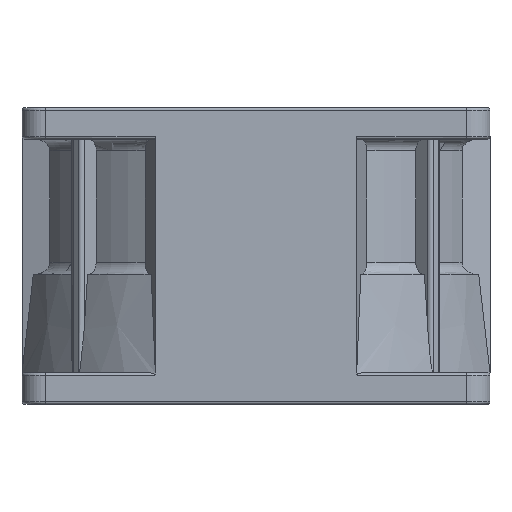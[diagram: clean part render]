
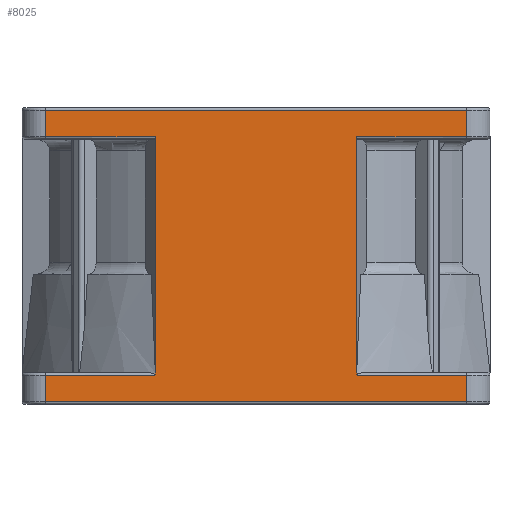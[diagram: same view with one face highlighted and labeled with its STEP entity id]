
A CAD part, front view. The second image highlights one B-rep face of the part: STEP entity #8025.
In plain terms, the highlighted planar face has unit normal (0, -1, 0).
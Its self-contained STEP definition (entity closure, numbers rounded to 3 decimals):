
#3372 = VERTEX_POINT ( 'NONE', #12648 ) ;
#3377 = VERTEX_POINT ( 'NONE', #12653 ) ;
#3392 = VERTEX_POINT ( 'NONE', #12668 ) ;
#3395 = VERTEX_POINT ( 'NONE', #12671 ) ;
#3396 = VERTEX_POINT ( 'NONE', #12672 ) ;
#3397 = VERTEX_POINT ( 'NONE', #12673 ) ;
#3398 = VERTEX_POINT ( 'NONE', #12674 ) ;
#3399 = VERTEX_POINT ( 'NONE', #12675 ) ;
#3400 = VERTEX_POINT ( 'NONE', #12676 ) ;
#3402 = VERTEX_POINT ( 'NONE', #12678 ) ;
#3481 = VERTEX_POINT ( 'NONE', #12757 ) ;
#3484 = VERTEX_POINT ( 'NONE', #12760 ) ;
#3496 = VERTEX_POINT ( 'NONE', #12772 ) ;
#3497 = VERTEX_POINT ( 'NONE', #12773 ) ;
#4231 = EDGE_LOOP ( 'NONE', ( #6965, #6967, #6964, #6966, #6968, #6969, #6970, #6972, #6973, #6971, #6974, #6975, #6976, #6977 ) ) ;
#6555 = EDGE_CURVE ( 'NONE', #3395, #3392, #16967, .T. ) ;
#6557 = EDGE_CURVE ( 'NONE', #3396, #3395, #16969, .T. ) ;
#6559 = EDGE_CURVE ( 'NONE', #3397, #3396, #17813, .T. ) ;
#6561 = EDGE_CURVE ( 'NONE', #3377, #3397, #16970, .T. ) ;
#6563 = EDGE_CURVE ( 'NONE', #3398, #3372, #16971, .T. ) ;
#6564 = EDGE_CURVE ( 'NONE', #3399, #3398, #17816, .T. ) ;
#6567 = EDGE_CURVE ( 'NONE', #3400, #3399, #16972, .T. ) ;
#6569 = EDGE_CURVE ( 'NONE', #3402, #3400, #16974, .T. ) ;
#6706 = EDGE_CURVE ( 'NONE', #3372, #3481, #17033, .T. ) ;
#6710 = EDGE_CURVE ( 'NONE', #3484, #3377, #17036, .T. ) ;
#6735 = EDGE_CURVE ( 'NONE', #3392, #3496, #17045, .T. ) ;
#6737 = EDGE_CURVE ( 'NONE', #3497, #3402, #17046, .T. ) ;
#6738 = EDGE_CURVE ( 'NONE', #3481, #3484, #17047, .T. ) ;
#6739 = EDGE_CURVE ( 'NONE', #3496, #3497, #17048, .T. ) ;
#6964 = ORIENTED_EDGE ( 'NONE', *, *, #6567, .T. ) ;
#6965 = ORIENTED_EDGE ( 'NONE', *, *, #6737, .T. ) ;
#6966 = ORIENTED_EDGE ( 'NONE', *, *, #6564, .T. ) ;
#6967 = ORIENTED_EDGE ( 'NONE', *, *, #6569, .T. ) ;
#6968 = ORIENTED_EDGE ( 'NONE', *, *, #6563, .T. ) ;
#6969 = ORIENTED_EDGE ( 'NONE', *, *, #6706, .T. ) ;
#6970 = ORIENTED_EDGE ( 'NONE', *, *, #6738, .T. ) ;
#6971 = ORIENTED_EDGE ( 'NONE', *, *, #6559, .T. ) ;
#6972 = ORIENTED_EDGE ( 'NONE', *, *, #6710, .T. ) ;
#6973 = ORIENTED_EDGE ( 'NONE', *, *, #6561, .T. ) ;
#6974 = ORIENTED_EDGE ( 'NONE', *, *, #6557, .T. ) ;
#6975 = ORIENTED_EDGE ( 'NONE', *, *, #6555, .T. ) ;
#6976 = ORIENTED_EDGE ( 'NONE', *, *, #6735, .T. ) ;
#6977 = ORIENTED_EDGE ( 'NONE', *, *, #6739, .T. ) ;
#8025 = ADVANCED_FACE ( 'NONE', ( #17145 ), #19162, .T. ) ;
#12648 = CARTESIAN_POINT ( 'NONE',  ( -27., -30., 3.7 ) ) ;
#12653 = CARTESIAN_POINT ( 'NONE',  ( 27., -30., 3.7 ) ) ;
#12668 = CARTESIAN_POINT ( 'NONE',  ( 27., -30., 34.3 ) ) ;
#12671 = CARTESIAN_POINT ( 'NONE',  ( 12.907, -30., 34.3 ) ) ;
#12672 = CARTESIAN_POINT ( 'NONE',  ( 12.907, -30., 4. ) ) ;
#12673 = CARTESIAN_POINT ( 'NONE',  ( 12.974, -30., 3.7 ) ) ;
#12674 = CARTESIAN_POINT ( 'NONE',  ( -12.974, -30., 3.7 ) ) ;
#12675 = CARTESIAN_POINT ( 'NONE',  ( -12.907, -30., 4. ) ) ;
#12676 = CARTESIAN_POINT ( 'NONE',  ( -12.907, -30., 34.3 ) ) ;
#12678 = CARTESIAN_POINT ( 'NONE',  ( -27., -30., 34.3 ) ) ;
#12757 = CARTESIAN_POINT ( 'NONE',  ( -27., -30., 0.3 ) ) ;
#12760 = CARTESIAN_POINT ( 'NONE',  ( 27., -30., 0.3 ) ) ;
#12772 = CARTESIAN_POINT ( 'NONE',  ( 27., -30., 37.7 ) ) ;
#12773 = CARTESIAN_POINT ( 'NONE',  ( -27., -30., 37.7 ) ) ;
#16278 = VECTOR ( 'NONE', #18044, 1000. ) ;
#16280 = VECTOR ( 'NONE', #18048, 1000. ) ;
#16281 = VECTOR ( 'NONE', #18068, 1000. ) ;
#16282 = VECTOR ( 'NONE', #18080, 1000. ) ;
#16284 = VECTOR ( 'NONE', #18094, 1000. ) ;
#16287 = VECTOR ( 'NONE', #18098, 1000. ) ;
#16450 = VECTOR ( 'NONE', #18525, 1000. ) ;
#16455 = VECTOR ( 'NONE', #18534, 1000. ) ;
#16491 = VECTOR ( 'NONE', #18630, 1000. ) ;
#16493 = VECTOR ( 'NONE', #18635, 1000. ) ;
#16494 = VECTOR ( 'NONE', #18637, 1000. ) ;
#16495 = VECTOR ( 'NONE', #18639, 1000. ) ;
#16638 = AXIS2_PLACEMENT_3D ( 'NONE', #19163, #19164, #19165 ) ;
#16967 = LINE ( 'NONE', #18043, #16278 ) ;
#16969 = LINE ( 'NONE', #18047, #16280 ) ;
#16970 = LINE ( 'NONE', #18067, #16281 ) ;
#16971 = LINE ( 'NONE', #18079, #16282 ) ;
#16972 = LINE ( 'NONE', #18093, #16284 ) ;
#16974 = LINE ( 'NONE', #18097, #16287 ) ;
#17033 = LINE ( 'NONE', #18524, #16450 ) ;
#17036 = LINE ( 'NONE', #18533, #16455 ) ;
#17045 = LINE ( 'NONE', #18629, #16491 ) ;
#17046 = LINE ( 'NONE', #18634, #16493 ) ;
#17047 = LINE ( 'NONE', #18636, #16494 ) ;
#17048 = LINE ( 'NONE', #18638, #16495 ) ;
#17145 = FACE_OUTER_BOUND ( 'NONE', #4231, .T. ) ;
#17813 = B_SPLINE_CURVE_WITH_KNOTS ( 'NONE', 3,
 ( #18053, #18054, #18055, #18056 ),
 .UNSPECIFIED., .F., .F.,
 ( 4, 4 ),
 ( 0., 0. ),
 .UNSPECIFIED. ) ;
#17816 = B_SPLINE_CURVE_WITH_KNOTS ( 'NONE', 3,
 ( #18081, #18082, #18083, #18084 ),
 .UNSPECIFIED., .F., .F.,
 ( 4, 4 ),
 ( 0., 0. ),
 .UNSPECIFIED. ) ;
#18043 = CARTESIAN_POINT ( 'NONE',  ( 30., -30., 34.3 ) ) ;
#18044 = DIRECTION ( 'NONE',  ( 1., 0., 0. ) ) ;
#18047 = CARTESIAN_POINT ( 'NONE',  ( 12.907, -30., -500000. ) ) ;
#18048 = DIRECTION ( 'NONE',  ( 0., 0., 1. ) ) ;
#18053 = CARTESIAN_POINT ( 'NONE',  ( 12.974, -30., 3.7 ) ) ;
#18054 = CARTESIAN_POINT ( 'NONE',  ( 12.952, -30., 3.8 ) ) ;
#18055 = CARTESIAN_POINT ( 'NONE',  ( 12.93, -30., 3.9 ) ) ;
#18056 = CARTESIAN_POINT ( 'NONE',  ( 12.907, -30., 4. ) ) ;
#18067 = CARTESIAN_POINT ( 'NONE',  ( 30., -30., 3.7 ) ) ;
#18068 = DIRECTION ( 'NONE',  ( -1., 0., 0. ) ) ;
#18079 = CARTESIAN_POINT ( 'NONE',  ( 30., -30., 3.7 ) ) ;
#18080 = DIRECTION ( 'NONE',  ( -1., 0., 0. ) ) ;
#18081 = CARTESIAN_POINT ( 'NONE',  ( -12.907, -30., 4. ) ) ;
#18082 = CARTESIAN_POINT ( 'NONE',  ( -12.93, -30., 3.9 ) ) ;
#18083 = CARTESIAN_POINT ( 'NONE',  ( -12.952, -30., 3.8 ) ) ;
#18084 = CARTESIAN_POINT ( 'NONE',  ( -12.974, -30., 3.7 ) ) ;
#18093 = CARTESIAN_POINT ( 'NONE',  ( -12.907, -30., 64.429 ) ) ;
#18094 = DIRECTION ( 'NONE',  ( 0., 0., -1. ) ) ;
#18097 = CARTESIAN_POINT ( 'NONE',  ( 30., -30., 34.3 ) ) ;
#18098 = DIRECTION ( 'NONE',  ( 1., 0., 0. ) ) ;
#18524 = CARTESIAN_POINT ( 'NONE',  ( -27., -30., 38. ) ) ;
#18525 = DIRECTION ( 'NONE',  ( 0., 0., -1. ) ) ;
#18533 = CARTESIAN_POINT ( 'NONE',  ( 27., -30., 38. ) ) ;
#18534 = DIRECTION ( 'NONE',  ( 0., 0., 1. ) ) ;
#18629 = CARTESIAN_POINT ( 'NONE',  ( 27., -30., 38. ) ) ;
#18630 = DIRECTION ( 'NONE',  ( 0., 0., 1. ) ) ;
#18634 = CARTESIAN_POINT ( 'NONE',  ( -27., -30., 38. ) ) ;
#18635 = DIRECTION ( 'NONE',  ( 0., 0., -1. ) ) ;
#18636 = CARTESIAN_POINT ( 'NONE',  ( 30., -30., 0.3 ) ) ;
#18637 = DIRECTION ( 'NONE',  ( 1., 0., 0. ) ) ;
#18638 = CARTESIAN_POINT ( 'NONE',  ( -27., -30., 37.7 ) ) ;
#18639 = DIRECTION ( 'NONE',  ( -1., 0., 0. ) ) ;
#19162 = PLANE ( 'NONE',  #16638 ) ;
#19163 = CARTESIAN_POINT ( 'NONE',  ( 30., -30., 38. ) ) ;
#19164 = DIRECTION ( 'NONE',  ( 0., -1., 0. ) ) ;
#19165 = DIRECTION ( 'NONE',  ( 0., 0., -1. ) ) ;
